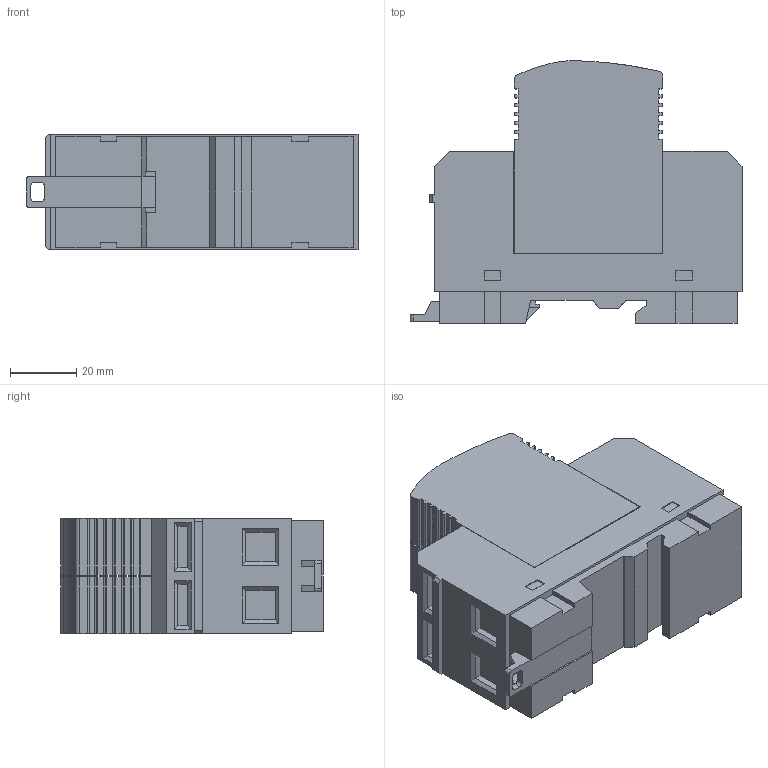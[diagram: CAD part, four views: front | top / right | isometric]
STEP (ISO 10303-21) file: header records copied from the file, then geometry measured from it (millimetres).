
FILE_DESCRIPTION (( 'STEP AP203' ), '1' );
FILE_NAME ('ﾃﾑﾂ1 2+0.STEP', '2024-04-19T09:13:59', ( '' ), ( '' ), 'SwSTEP 2.0', 'SolidWorks 2018', '' );
FILE_SCHEMA (( 'CONFIG_CONTROL_DESIGN' ));
Length unit declared in the file: millimetre
Products named in the file (6): ﾃﾑﾂ1 2+0; PIIIM 1+1 DS.stp; PIIIM 1+1 DS.stp_2; DIN 7985 (H) - M6x10-H.stp; ﾃﾑﾊ2(3) 1+1 ﾑ.stp
Assembly tree (7 placements, depth 4):
  ﾃﾑﾂ1 2+0
    ﾃﾑﾊ2(3) 1+1 ﾑ.stp
      PIIIM 1+1 DS.stp
        PIIIM 1+1 DS.stp_2
        PIIIM 1+1 DS.stp
      DIN 7985 (H) - M6x10-H.stp  x3
Bounding box: 100.5 x 79.45 x 35 mm (x, y, z)
Volume: 196616.1 mm3; surface area: 38111.1 mm2
Topology: 5 solids, 5 shells, 474 faces, 1255 edges, 814 vertices
Faces by surface type: plane 323, cylinder 82, cone 60, bspline 9
Entity records: 12720 total; most frequent: CARTESIAN_POINT 2278, ORIENTED_EDGE 2062, DIRECTION 1989, EDGE_CURVE 1031, LINE 819, VECTOR 819, VERTEX_POINT 670, AXIS2_PLACEMENT_3D 585
